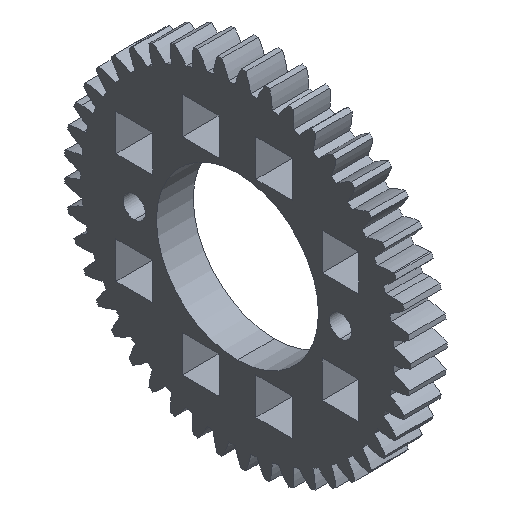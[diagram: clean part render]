
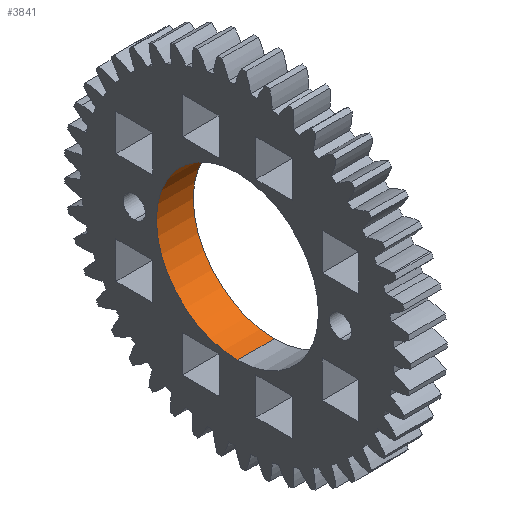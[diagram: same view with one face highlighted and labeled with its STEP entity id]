
A CAD part, isometric view. The second image highlights one B-rep face of the part: STEP entity #3841.
In plain terms, the highlighted cylindrical face has radius 11 mm (diameter 22 mm), a partial arc.
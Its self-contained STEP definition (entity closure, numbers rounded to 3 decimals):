
#184 = CARTESIAN_POINT ( 'NONE',  ( 5., 0., 0. ) ) ;
#468 = CARTESIAN_POINT ( 'NONE',  ( 0., 0., 0. ) ) ;
#491 = DIRECTION ( 'NONE',  ( 0., 0., -1. ) ) ;
#730 = CARTESIAN_POINT ( 'NONE',  ( -5., 0., 0. ) ) ;
#750 = EDGE_CURVE ( 'NONE', #5343, #7169, #6947, .T. ) ;
#895 = CARTESIAN_POINT ( 'NONE',  ( 5., 0., -11. ) ) ;
#982 = CARTESIAN_POINT ( 'NONE',  ( 0., 0., -11. ) ) ;
#1688 = DIRECTION ( 'NONE',  ( 1., 0., 0. ) ) ;
#1803 = EDGE_CURVE ( 'NONE', #7169, #3536, #4180, .T. ) ;
#2003 = DIRECTION ( 'NONE',  ( 0., 0., -1. ) ) ;
#2016 = VECTOR ( 'NONE', #3727, 1000. ) ;
#2119 = EDGE_CURVE ( 'NONE', #2240, #3536, #7299, .T. ) ;
#2240 = VERTEX_POINT ( 'NONE', #7077 ) ;
#2584 = AXIS2_PLACEMENT_3D ( 'NONE', #468, #1688, #491 ) ;
#2640 = EDGE_LOOP ( 'NONE', ( #3412, #5497, #4128, #2859 ) ) ;
#2859 = ORIENTED_EDGE ( 'NONE', *, *, #1803, .T. ) ;
#2881 = CARTESIAN_POINT ( 'NONE',  ( 5., 0., 11. ) ) ;
#3203 = CARTESIAN_POINT ( 'NONE',  ( -5., 0., -11. ) ) ;
#3315 = CARTESIAN_POINT ( 'NONE',  ( -5., 0., 11. ) ) ;
#3381 = CIRCLE ( 'NONE', #2584, 11. ) ;
#3398 = AXIS2_PLACEMENT_3D ( 'NONE', #730, #5513, #5485 ) ;
#3412 = ORIENTED_EDGE ( 'NONE', *, *, #2119, .F. ) ;
#3510 = EDGE_CURVE ( 'NONE', #5343, #2240, #3381, .T. ) ;
#3536 = VERTEX_POINT ( 'NONE', #2881 ) ;
#3596 = VECTOR ( 'NONE', #5174, 1000. ) ;
#3727 = DIRECTION ( 'NONE',  ( 1., 0., 0. ) ) ;
#3841 = ADVANCED_FACE ( 'NONE', ( #7286 ), #5397, .F. ) ;
#4128 = ORIENTED_EDGE ( 'NONE', *, *, #750, .T. ) ;
#4180 = CIRCLE ( 'NONE', #7010, 11. ) ;
#5032 = DIRECTION ( 'NONE',  ( 1., 0., 0. ) ) ;
#5174 = DIRECTION ( 'NONE',  ( 1., 0., 0. ) ) ;
#5343 = VERTEX_POINT ( 'NONE', #982 ) ;
#5397 = CYLINDRICAL_SURFACE ( 'NONE', #3398, 11. ) ;
#5485 = DIRECTION ( 'NONE',  ( 0., 0., -1. ) ) ;
#5497 = ORIENTED_EDGE ( 'NONE', *, *, #3510, .F. ) ;
#5513 = DIRECTION ( 'NONE',  ( 1., 0., 0. ) ) ;
#6947 = LINE ( 'NONE', #3203, #2016 ) ;
#7010 = AXIS2_PLACEMENT_3D ( 'NONE', #184, #5032, #2003 ) ;
#7077 = CARTESIAN_POINT ( 'NONE',  ( 0., 0., 11. ) ) ;
#7169 = VERTEX_POINT ( 'NONE', #895 ) ;
#7286 = FACE_OUTER_BOUND ( 'NONE', #2640, .T. ) ;
#7299 = LINE ( 'NONE', #3315, #3596 ) ;
